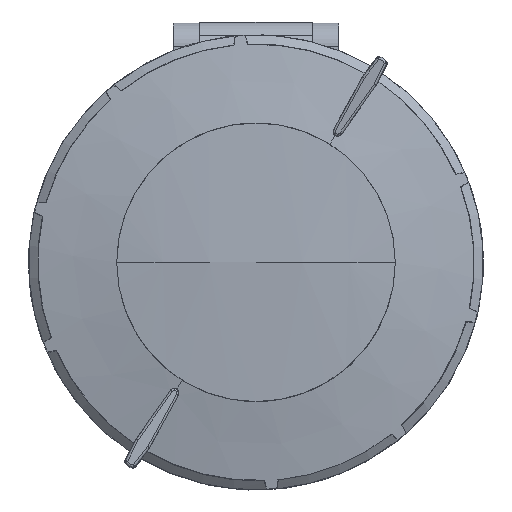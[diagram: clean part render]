
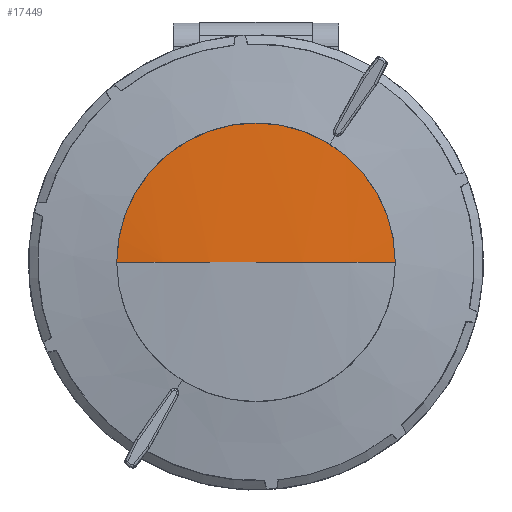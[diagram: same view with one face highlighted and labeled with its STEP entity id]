
A CAD part, top view. The second image highlights one B-rep face of the part: STEP entity #17449.
In plain terms, the highlighted spherical face has radius 306.953 mm.
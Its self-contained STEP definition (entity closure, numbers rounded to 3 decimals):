
#362 = CIRCLE ( 'NONE', #6679, 31.2 ) ;
#2293 = DIRECTION ( 'NONE',  ( 1., 0., 0. ) ) ;
#2613 = VERTEX_POINT ( 'NONE', #16226 ) ;
#2733 = EDGE_LOOP ( 'NONE', ( #20518, #9353 ) ) ;
#3573 = AXIS2_PLACEMENT_3D ( 'NONE', #11457, #8879, #14500 ) ;
#3942 = AXIS2_PLACEMENT_3D ( 'NONE', #22918, #21089, #2293 ) ;
#5951 = DIRECTION ( 'NONE',  ( 0., 0., 1. ) ) ;
#6679 = AXIS2_PLACEMENT_3D ( 'NONE', #17641, #5951, #23459 ) ;
#8009 = FACE_OUTER_BOUND ( 'NONE', #2733, .T. ) ;
#8879 = DIRECTION ( 'NONE',  ( 0., 1., 0. ) ) ;
#9353 = ORIENTED_EDGE ( 'NONE', *, *, #20067, .T. ) ;
#10250 = VERTEX_POINT ( 'NONE', #11224 ) ;
#11224 = CARTESIAN_POINT ( 'NONE',  ( -31.2, 0., 74.379 ) ) ;
#11457 = CARTESIAN_POINT ( 'NONE',  ( 0., 0., -230.984 ) ) ;
#14500 = DIRECTION ( 'NONE',  ( -1., 0., 0. ) ) ;
#16226 = CARTESIAN_POINT ( 'NONE',  ( 31.2, 0., 74.379 ) ) ;
#16743 = EDGE_CURVE ( 'NONE', #2613, #10250, #362, .T. ) ;
#17449 = ADVANCED_FACE ( 'NONE', ( #8009 ), #19333, .T. ) ;
#17641 = CARTESIAN_POINT ( 'NONE',  ( 0., 0., 74.379 ) ) ;
#19333 = SPHERICAL_SURFACE ( 'NONE', #3942, 306.953 ) ;
#20067 = EDGE_CURVE ( 'NONE', #10250, #2613, #23409, .T. ) ;
#20518 = ORIENTED_EDGE ( 'NONE', *, *, #16743, .T. ) ;
#21089 = DIRECTION ( 'NONE',  ( 0., 0., -1. ) ) ;
#22918 = CARTESIAN_POINT ( 'NONE',  ( 0., 0., -230.984 ) ) ;
#23409 = CIRCLE ( 'NONE', #3573, 306.953 ) ;
#23459 = DIRECTION ( 'NONE',  ( 0., 1., 0. ) ) ;
